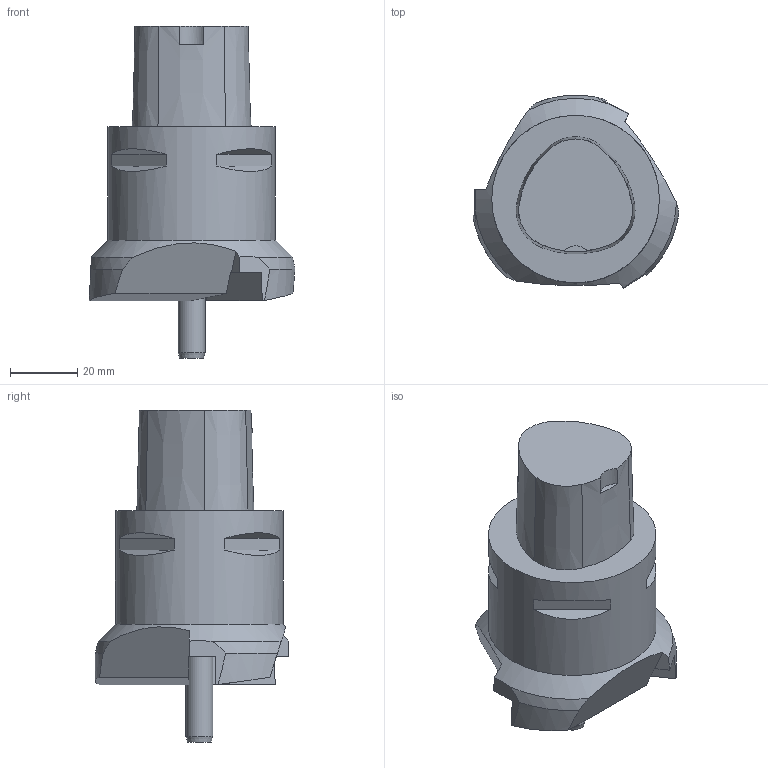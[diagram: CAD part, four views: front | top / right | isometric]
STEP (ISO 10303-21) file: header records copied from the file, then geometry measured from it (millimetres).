
FILE_DESCRIPTION(/* description */ (''),/* implementation_level */ '2;1');
FILE_NAME(/* name */ '1550731125476.stp',/* time_stamp */ '2019-02-21T07:39:01+01:00',/* author */ (''),/* organization */ ('SMS'),/* preprocessor_version */ 'ST-DEVELOPER v15',/* originating_system */ 'SIEMENS PLM Software NX 8.5',/* authorisation */ '');
FILE_SCHEMA (('AUTOMOTIVE_DESIGN { 1 0 10303 214 3 1 1 1 }'));
Length unit declared in the file: millimetre
Products named in the file (1): 200955611mod000_01
Bounding box: 61.34 x 57.65 x 99 mm (x, y, z)
Volume: 128771.1 mm3; surface area: 17766.2 mm2
Topology: 1 solids, 1 shells, 52 faces, 131 edges, 92 vertices
Faces by surface type: plane 35, cone 11, cylinder 6
Full cylindrical faces by diameter (mm): 8.011 x1, 50 x1
Entity records: 1655 total; most frequent: CARTESIAN_POINT 325, DIRECTION 274, ORIENTED_EDGE 250, EDGE_CURVE 125, AXIS2_PLACEMENT_3D 105, VERTEX_POINT 85, LINE 64, VECTOR 64
